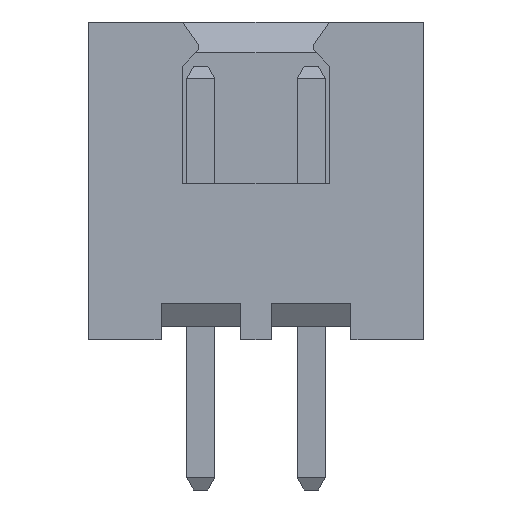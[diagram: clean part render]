
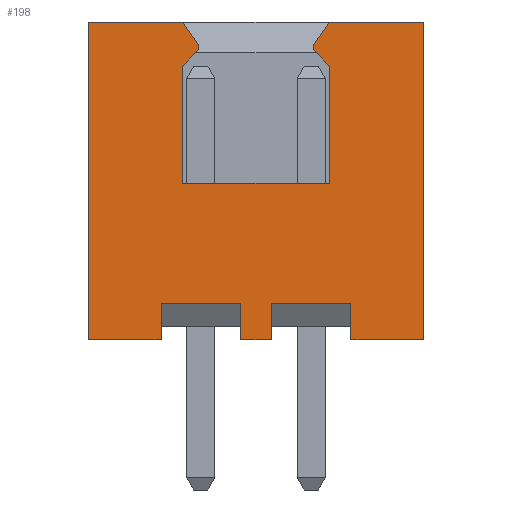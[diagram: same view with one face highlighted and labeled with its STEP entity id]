
A CAD part, front view. The second image highlights one B-rep face of the part: STEP entity #198.
In plain terms, the highlighted planar face has unit normal (0, -1, 0).
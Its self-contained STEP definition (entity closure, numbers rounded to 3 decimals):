
#198=ADVANCED_FACE('',(#711),#713,.T.);
#711=FACE_BOUND('',#712,.T.);
#712=EDGE_LOOP('',(#1110,#1111,#1112,#1113,#1114,#1115,#1116,#1117,#1118,#1119,#1120,
#1121,#1122,#1123,#1124,#1125,#1126,#1127,#1128,#1129,#1130,#1131));
#713=PLANE('',#714);
#714=AXIS2_PLACEMENT_3D('',#715,#716,#717);
#715=CARTESIAN_POINT('',(5.05,-2.45,0.));
#716=DIRECTION('',(0.,-1.,0.));
#717=DIRECTION('',(0.,0.,1.));
#1110=ORIENTED_EDGE('',*,*,#1408,.T.);
#1111=ORIENTED_EDGE('',*,*,#1409,.T.);
#1112=ORIENTED_EDGE('',*,*,#1410,.F.);
#1113=ORIENTED_EDGE('',*,*,#1411,.T.);
#1114=ORIENTED_EDGE('',*,*,#1412,.T.);
#1115=ORIENTED_EDGE('',*,*,#1413,.T.);
#1116=ORIENTED_EDGE('',*,*,#1414,.T.);
#1117=ORIENTED_EDGE('',*,*,#1415,.T.);
#1118=ORIENTED_EDGE('',*,*,#1416,.T.);
#1119=ORIENTED_EDGE('',*,*,#1417,.T.);
#1120=ORIENTED_EDGE('',*,*,#1418,.T.);
#1121=ORIENTED_EDGE('',*,*,#1419,.T.);
#1122=ORIENTED_EDGE('',*,*,#1420,.T.);
#1123=ORIENTED_EDGE('',*,*,#1421,.T.);
#1124=ORIENTED_EDGE('',*,*,#1422,.T.);
#1125=ORIENTED_EDGE('',*,*,#1423,.F.);
#1126=ORIENTED_EDGE('',*,*,#1424,.F.);
#1127=ORIENTED_EDGE('',*,*,#1425,.T.);
#1128=ORIENTED_EDGE('',*,*,#1426,.T.);
#1129=ORIENTED_EDGE('',*,*,#1427,.T.);
#1130=ORIENTED_EDGE('',*,*,#1428,.F.);
#1131=ORIENTED_EDGE('',*,*,#1429,.T.);
#1408=EDGE_CURVE('',#1557,#1558,#1559,.F.);
#1409=EDGE_CURVE('',#1558,#1560,#1561,.T.);
#1410=EDGE_CURVE('',#1562,#1560,#1563,.T.);
#1411=EDGE_CURVE('',#1562,#1564,#1565,.T.);
#1412=EDGE_CURVE('',#1564,#1566,#1567,.T.);
#1413=EDGE_CURVE('',#1566,#1568,#1569,.F.);
#1414=EDGE_CURVE('',#1568,#1570,#1571,.F.);
#1415=EDGE_CURVE('',#1570,#1572,#1573,.F.);
#1416=EDGE_CURVE('',#1572,#1574,#1575,.F.);
#1417=EDGE_CURVE('',#1574,#1576,#1577,.F.);
#1418=EDGE_CURVE('',#1576,#1578,#1579,.F.);
#1419=EDGE_CURVE('',#1578,#1580,#1581,.F.);
#1420=EDGE_CURVE('',#1580,#1582,#1583,.F.);
#1421=EDGE_CURVE('',#1582,#1584,#1585,.F.);
#1422=EDGE_CURVE('',#1584,#1586,#1587,.T.);
#1423=EDGE_CURVE('',#1588,#1586,#1589,.T.);
#1424=EDGE_CURVE('',#1590,#1588,#1591,.T.);
#1425=EDGE_CURVE('',#1590,#1592,#1593,.F.);
#1426=EDGE_CURVE('',#1592,#1594,#1595,.F.);
#1427=EDGE_CURVE('',#1594,#1596,#1597,.T.);
#1428=EDGE_CURVE('',#1598,#1596,#1599,.T.);
#1429=EDGE_CURVE('',#1598,#1557,#1600,.F.);
#1557=VERTEX_POINT('',#1802);
#1558=VERTEX_POINT('',#1803);
#1559=LINE('',#1804,#1805);
#1560=VERTEX_POINT('',#1807);
#1561=LINE('',#1808,#1809);
#1562=VERTEX_POINT('',#1811);
#1563=LINE('',#1812,#1813);
#1564=VERTEX_POINT('',#1815);
#1565=LINE('',#1816,#1817);
#1566=VERTEX_POINT('',#1819);
#1567=LINE('',#1820,#1821);
#1568=VERTEX_POINT('',#1823);
#1569=LINE('',#1824,#1825);
#1570=VERTEX_POINT('',#1827);
#1571=LINE('',#1828,#1829);
#1572=VERTEX_POINT('',#1831);
#1573=LINE('',#1832,#1833);
#1574=VERTEX_POINT('',#1835);
#1575=LINE('',#1836,#1837);
#1576=VERTEX_POINT('',#1839);
#1577=LINE('',#1840,#1841);
#1578=VERTEX_POINT('',#1843);
#1579=LINE('',#1844,#1845);
#1580=VERTEX_POINT('',#1847);
#1581=LINE('',#1848,#1849);
#1582=VERTEX_POINT('',#1851);
#1583=LINE('',#1852,#1853);
#1584=VERTEX_POINT('',#1855);
#1585=LINE('',#1856,#1857);
#1586=VERTEX_POINT('',#1859);
#1587=LINE('',#1860,#1861);
#1588=VERTEX_POINT('',#1863);
#1589=LINE('',#1864,#1865);
#1590=VERTEX_POINT('',#1867);
#1591=LINE('',#1868,#1869);
#1592=VERTEX_POINT('',#1871);
#1593=LINE('',#1872,#1873);
#1594=VERTEX_POINT('',#1875);
#1595=LINE('',#1876,#1877);
#1596=VERTEX_POINT('',#1879);
#1597=LINE('',#1880,#1881);
#1598=VERTEX_POINT('',#1883);
#1599=LINE('',#1884,#1885);
#1600=LINE('',#1887,#1888);
#1802=CARTESIAN_POINT('',(1.6,-2.45,0.817));
#1803=CARTESIAN_POINT('',(3.4,-2.45,0.817));
#1804=CARTESIAN_POINT('',(3.4,-2.45,0.817));
#1805=VECTOR('',#1806,1.);
#1806=DIRECTION('',(-1.,0.,0.));
#1807=CARTESIAN_POINT('',(3.4,-2.45,0.));
#1808=CARTESIAN_POINT('',(3.4,-2.45,0.817));
#1809=VECTOR('',#1810,1.);
#1810=DIRECTION('',(0.,0.,-1.));
#1811=CARTESIAN_POINT('',(5.05,-2.45,0.));
#1812=CARTESIAN_POINT('',(5.05,-2.45,0.));
#1813=VECTOR('',#1814,1.);
#1814=DIRECTION('',(-1.,0.,0.));
#1815=CARTESIAN_POINT('',(5.05,-2.45,7.2));
#1816=CARTESIAN_POINT('',(5.05,-2.45,0.));
#1817=VECTOR('',#1818,1.);
#1818=DIRECTION('',(0.,0.,1.));
#1819=CARTESIAN_POINT('',(2.912,-2.45,7.2));
#1820=CARTESIAN_POINT('',(5.05,-2.45,7.2));
#1821=VECTOR('',#1822,1.);
#1822=DIRECTION('',(-1.,0.,0.));
#1823=CARTESIAN_POINT('',(2.541,-2.45,6.671));
#1824=CARTESIAN_POINT('',(2.541,-2.45,6.671));
#1825=VECTOR('',#1826,1.);
#1826=DIRECTION('',(0.574,0.,0.819));
#1827=CARTESIAN_POINT('',(2.541,-2.45,6.571));
#1828=CARTESIAN_POINT('',(2.541,-2.45,6.571));
#1829=VECTOR('',#1830,1.);
#1830=DIRECTION('',(0.,0.,1.));
#1831=CARTESIAN_POINT('',(2.912,-2.45,6.2));
#1832=CARTESIAN_POINT('',(2.912,-2.45,6.2));
#1833=VECTOR('',#1834,1.);
#1834=DIRECTION('',(-0.707,0.,0.707));
#1835=CARTESIAN_POINT('',(2.912,-2.45,3.55));
#1836=CARTESIAN_POINT('',(2.912,-2.45,3.55));
#1837=VECTOR('',#1838,1.);
#1838=DIRECTION('',(0.,0.,1.));
#1839=CARTESIAN_POINT('',(-0.412,-2.45,3.55));
#1840=CARTESIAN_POINT('',(-0.412,-2.45,3.55));
#1841=VECTOR('',#1842,1.);
#1842=DIRECTION('',(1.,0.,0.));
#1843=CARTESIAN_POINT('',(-0.412,-2.45,6.2));
#1844=CARTESIAN_POINT('',(-0.412,-2.45,6.2));
#1845=VECTOR('',#1846,1.);
#1846=DIRECTION('',(0.,0.,-1.));
#1847=CARTESIAN_POINT('',(-0.041,-2.45,6.571));
#1848=CARTESIAN_POINT('',(-0.041,-2.45,6.571));
#1849=VECTOR('',#1850,1.);
#1850=DIRECTION('',(-0.707,0.,-0.707));
#1851=CARTESIAN_POINT('',(-0.041,-2.45,6.671));
#1852=CARTESIAN_POINT('',(-0.041,-2.45,6.671));
#1853=VECTOR('',#1854,1.);
#1854=DIRECTION('',(0.,0.,-1.));
#1855=CARTESIAN_POINT('',(-0.412,-2.45,7.2));
#1856=CARTESIAN_POINT('',(-0.412,-2.45,7.2));
#1857=VECTOR('',#1858,1.);
#1858=DIRECTION('',(0.574,0.,-0.819));
#1859=CARTESIAN_POINT('',(-2.55,-2.45,7.2));
#1860=CARTESIAN_POINT('',(-0.412,-2.45,7.2));
#1861=VECTOR('',#1862,1.);
#1862=DIRECTION('',(-1.,0.,0.));
#1863=CARTESIAN_POINT('',(-2.55,-2.45,0.));
#1864=CARTESIAN_POINT('',(-2.55,-2.45,0.));
#1865=VECTOR('',#1866,1.);
#1866=DIRECTION('',(0.,0.,1.));
#1867=CARTESIAN_POINT('',(-0.9,-2.45,0.));
#1868=CARTESIAN_POINT('',(-0.9,-2.45,0.));
#1869=VECTOR('',#1870,1.);
#1870=DIRECTION('',(-1.,0.,0.));
#1871=CARTESIAN_POINT('',(-0.9,-2.45,0.817));
#1872=CARTESIAN_POINT('',(-0.9,-2.45,0.817));
#1873=VECTOR('',#1874,1.);
#1874=DIRECTION('',(0.,0.,-1.));
#1875=CARTESIAN_POINT('',(0.9,-2.45,0.817));
#1876=CARTESIAN_POINT('',(0.9,-2.45,0.817));
#1877=VECTOR('',#1878,1.);
#1878=DIRECTION('',(-1.,0.,0.));
#1879=CARTESIAN_POINT('',(0.9,-2.45,0.));
#1880=CARTESIAN_POINT('',(0.9,-2.45,0.817));
#1881=VECTOR('',#1882,1.);
#1882=DIRECTION('',(0.,0.,-1.));
#1883=CARTESIAN_POINT('',(1.6,-2.45,0.));
#1884=CARTESIAN_POINT('',(1.6,-2.45,0.));
#1885=VECTOR('',#1886,1.);
#1886=DIRECTION('',(-1.,0.,0.));
#1887=CARTESIAN_POINT('',(1.6,-2.45,0.817));
#1888=VECTOR('',#1889,1.);
#1889=DIRECTION('',(0.,0.,-1.));
